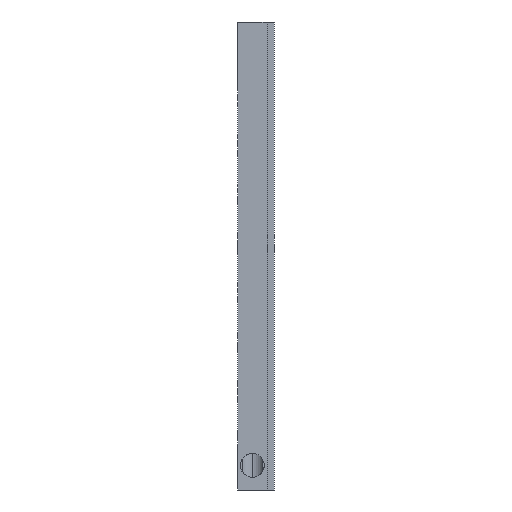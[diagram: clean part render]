
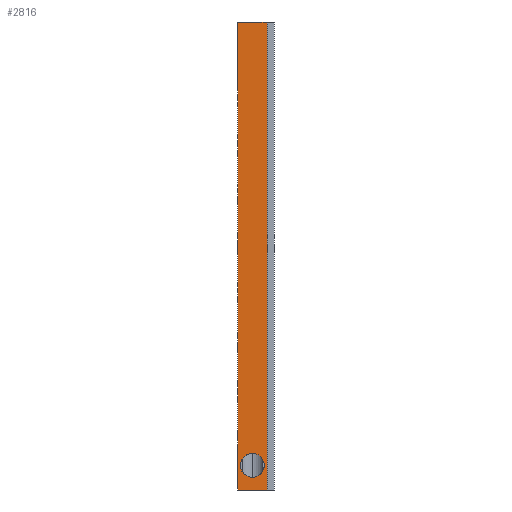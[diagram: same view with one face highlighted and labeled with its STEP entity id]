
A CAD part, left-side view. The second image highlights one B-rep face of the part: STEP entity #2816.
In plain terms, the highlighted planar face has unit normal (-1, 0, 0).
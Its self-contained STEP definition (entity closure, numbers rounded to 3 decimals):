
#16 = LINE ( 'NONE', #3769, #2135 ) ;
#62 = CIRCLE ( 'NONE', #2344, 4.864 ) ;
#81 = EDGE_CURVE ( 'NONE', #2315, #356, #3146, .T. ) ;
#102 = EDGE_CURVE ( 'NONE', #1975, #2552, #2287, .T. ) ;
#180 = CARTESIAN_POINT ( 'NONE',  ( 0., 12., 190. ) ) ;
#341 = FACE_BOUND ( 'NONE', #847, .T. ) ;
#356 = VERTEX_POINT ( 'NONE', #1203 ) ;
#386 = VECTOR ( 'NONE', #4003, 1000. ) ;
#443 = VERTEX_POINT ( 'NONE', #3205 ) ;
#630 = CARTESIAN_POINT ( 'NONE',  ( 0., 6., 14.864 ) ) ;
#693 = CARTESIAN_POINT ( 'NONE',  ( 0., 0., 190. ) ) ;
#697 = DIRECTION ( 'NONE',  ( -1., 0., 0. ) ) ;
#740 = DIRECTION ( 'NONE',  ( 0., -1., 0. ) ) ;
#825 = DIRECTION ( 'NONE',  ( -1., 0., 0. ) ) ;
#844 = CARTESIAN_POINT ( 'NONE',  ( 0., 6., 10. ) ) ;
#847 = EDGE_LOOP ( 'NONE', ( #2962, #1782 ) ) ;
#937 = LINE ( 'NONE', #3677, #386 ) ;
#1080 = CARTESIAN_POINT ( 'NONE',  ( 0., 12., 0. ) ) ;
#1203 = CARTESIAN_POINT ( 'NONE',  ( 0., 6., 5.136 ) ) ;
#1220 = VECTOR ( 'NONE', #2712, 1000. ) ;
#1263 = EDGE_CURVE ( 'NONE', #356, #2315, #62, .T. ) ;
#1264 = DIRECTION ( 'NONE',  ( 0., 0., 1. ) ) ;
#1279 = FACE_OUTER_BOUND ( 'NONE', #3629, .T. ) ;
#1292 = EDGE_CURVE ( 'NONE', #2552, #443, #937, .T. ) ;
#1322 = PLANE ( 'NONE',  #2286 ) ;
#1775 = DIRECTION ( 'NONE',  ( 0., 0., 1. ) ) ;
#1782 = ORIENTED_EDGE ( 'NONE', *, *, #1263, .F. ) ;
#1842 = ORIENTED_EDGE ( 'NONE', *, *, #3057, .T. ) ;
#1975 = VERTEX_POINT ( 'NONE', #180 ) ;
#1988 = ORIENTED_EDGE ( 'NONE', *, *, #2868, .T. ) ;
#1999 = LINE ( 'NONE', #2042, #1220 ) ;
#2042 = CARTESIAN_POINT ( 'NONE',  ( 0., 12., 190. ) ) ;
#2135 = VECTOR ( 'NONE', #3180, 1000. ) ;
#2277 = ORIENTED_EDGE ( 'NONE', *, *, #102, .F. ) ;
#2286 = AXIS2_PLACEMENT_3D ( 'NONE', #693, #3792, #2506 ) ;
#2287 = LINE ( 'NONE', #3143, #3478 ) ;
#2315 = VERTEX_POINT ( 'NONE', #630 ) ;
#2344 = AXIS2_PLACEMENT_3D ( 'NONE', #844, #825, #1775 ) ;
#2380 = CARTESIAN_POINT ( 'NONE',  ( 0., 0., 190. ) ) ;
#2432 = AXIS2_PLACEMENT_3D ( 'NONE', #3535, #697, #1264 ) ;
#2506 = DIRECTION ( 'NONE',  ( 0., 0., -1. ) ) ;
#2517 = ORIENTED_EDGE ( 'NONE', *, *, #1292, .F. ) ;
#2552 = VERTEX_POINT ( 'NONE', #2380 ) ;
#2712 = DIRECTION ( 'NONE',  ( 0., 0., -1. ) ) ;
#2816 = ADVANCED_FACE ( 'NONE', ( #341, #1279 ), #1322, .F. ) ;
#2868 = EDGE_CURVE ( 'NONE', #3007, #443, #16, .T. ) ;
#2962 = ORIENTED_EDGE ( 'NONE', *, *, #81, .F. ) ;
#3007 = VERTEX_POINT ( 'NONE', #1080 ) ;
#3057 = EDGE_CURVE ( 'NONE', #1975, #3007, #1999, .T. ) ;
#3143 = CARTESIAN_POINT ( 'NONE',  ( 0., 0., 190. ) ) ;
#3146 = CIRCLE ( 'NONE', #2432, 4.864 ) ;
#3180 = DIRECTION ( 'NONE',  ( 0., -1., 0. ) ) ;
#3205 = CARTESIAN_POINT ( 'NONE',  ( 0., 0., 0. ) ) ;
#3478 = VECTOR ( 'NONE', #740, 1000. ) ;
#3535 = CARTESIAN_POINT ( 'NONE',  ( 0., 6., 10. ) ) ;
#3629 = EDGE_LOOP ( 'NONE', ( #1988, #2517, #2277, #1842 ) ) ;
#3677 = CARTESIAN_POINT ( 'NONE',  ( 0., 0., 190. ) ) ;
#3769 = CARTESIAN_POINT ( 'NONE',  ( 0., 0., 0. ) ) ;
#3792 = DIRECTION ( 'NONE',  ( 1., 0., 0. ) ) ;
#4003 = DIRECTION ( 'NONE',  ( 0., 0., -1. ) ) ;
